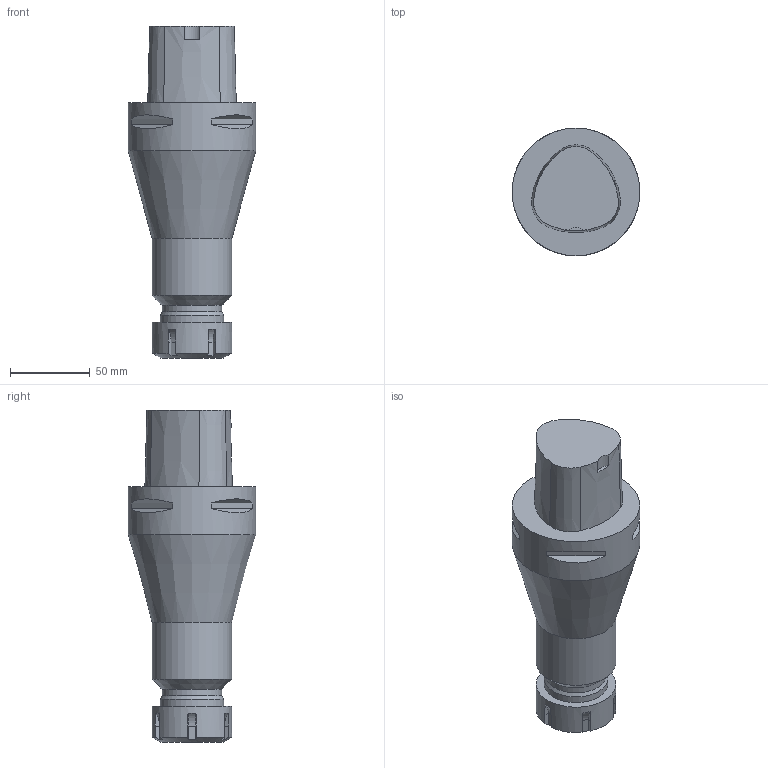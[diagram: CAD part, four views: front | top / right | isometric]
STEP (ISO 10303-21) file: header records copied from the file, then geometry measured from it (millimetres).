
FILE_DESCRIPTION(/* description */ (''),/* implementation_level */ '2;1');
FILE_NAME(/* name */ '1493026759293.stp',/* time_stamp */ '2017-04-24T11:39:30+02:00',/* author */ (''),/* organization */ ('SMS'),/* preprocessor_version */ 'ST-DEVELOPER v15',/* originating_system */ 'SIEMENS PLM Software NX 8.5',/* authorisation */ '');
FILE_SCHEMA (('AUTOMOTIVE_DESIGN { 1 0 10303 214 3 1 1 1 }'));
Length unit declared in the file: millimetre
Products named in the file (1): C8-391.14-32160-636201115276266893-1
Bounding box: 80 x 80 x 208 mm (x, y, z)
Volume: 575519.6 mm3; surface area: 47026.8 mm2
Topology: 1 solids, 1 shells, 70 faces, 167 edges, 109 vertices
Faces by surface type: plane 36, cone 22, cylinder 12
Full cylindrical faces by diameter (mm): 37.5 x1, 40 x1, 50 x2, 80 x1
Entity records: 2060 total; most frequent: CARTESIAN_POINT 450, DIRECTION 320, ORIENTED_EDGE 310, EDGE_CURVE 155, AXIS2_PLACEMENT_3D 128, VERTEX_POINT 103, EDGE_LOOP 86, ADVANCED_FACE 70
